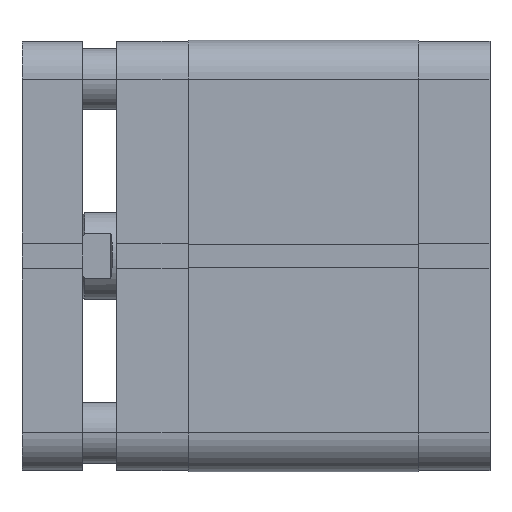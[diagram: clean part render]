
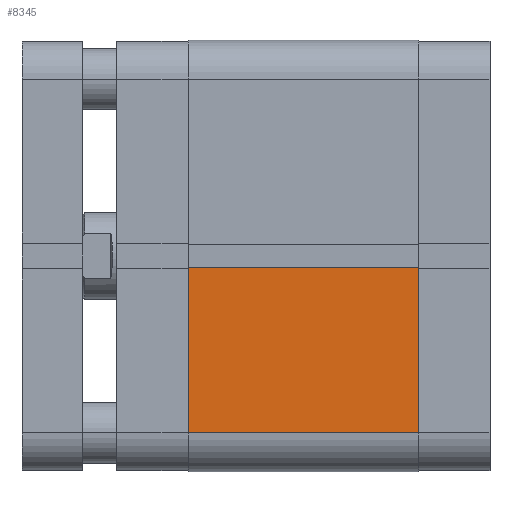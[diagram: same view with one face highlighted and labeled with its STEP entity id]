
A CAD part, front view. The second image highlights one B-rep face of the part: STEP entity #8345.
In plain terms, the highlighted face is planar.
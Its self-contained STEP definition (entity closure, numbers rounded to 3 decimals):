
#123 = VECTOR ( 'NONE', #4732, 1000. ) ;
#126 = LINE ( 'NONE', #4726, #123 ) ;
#208 = LINE ( 'NONE', #4843, #209 ) ;
#209 = VECTOR ( 'NONE', #4844, 1000. ) ;
#210 = LINE ( 'NONE', #4845, #211 ) ;
#211 = VECTOR ( 'NONE', #4846, 1000. ) ;
#898 = LINE ( 'NONE', #1521, #899 ) ;
#899 = VECTOR ( 'NONE', #1522, 1000. ) ;
#1521 = CARTESIAN_POINT ( 'NONE',  ( 50., -2.6, 53.5 ) ) ;
#1522 = DIRECTION ( 'NONE',  ( 0., 1., 0. ) ) ;
#1975 = CARTESIAN_POINT ( 'NONE',  ( 50., -2.6, 53.5 ) ) ;
#2126 = CARTESIAN_POINT ( 'NONE',  ( 50., -41., 0. ) ) ;
#2128 = CARTESIAN_POINT ( 'NONE',  ( 50., -2.6, 0. ) ) ;
#2179 = CARTESIAN_POINT ( 'NONE',  ( 50., -41., 53.5 ) ) ;
#3485 = EDGE_CURVE ( 'NONE', #4423, #4425, #126, .T. ) ;
#3534 = EDGE_CURVE ( 'NONE', #4476, #4423, #208, .T. ) ;
#3535 = EDGE_CURVE ( 'NONE', #4272, #4425, #210, .T. ) ;
#3947 = EDGE_CURVE ( 'NONE', #4476, #4272, #898, .T. ) ;
#4272 = VERTEX_POINT ( 'NONE', #1975 ) ;
#4423 = VERTEX_POINT ( 'NONE', #2126 ) ;
#4425 = VERTEX_POINT ( 'NONE', #2128 ) ;
#4476 = VERTEX_POINT ( 'NONE', #2179 ) ;
#4726 = CARTESIAN_POINT ( 'NONE',  ( 50., -2.6, 0. ) ) ;
#4732 = DIRECTION ( 'NONE',  ( 0., 1., 0. ) ) ;
#4843 = CARTESIAN_POINT ( 'NONE',  ( 50., -41., 53.5 ) ) ;
#4844 = DIRECTION ( 'NONE',  ( 0., 0., -1. ) ) ;
#4845 = CARTESIAN_POINT ( 'NONE',  ( 50., -2.6, 53.5 ) ) ;
#4846 = DIRECTION ( 'NONE',  ( 0., 0., -1. ) ) ;
#5613 = EDGE_LOOP ( 'NONE', ( #8615, #8623, #8597, #8604 ) ) ;
#6077 = AXIS2_PLACEMENT_3D ( 'NONE', #7195, #7198, #7199 ) ;
#6543 = FACE_OUTER_BOUND ( 'NONE', #5613, .T. ) ;
#7195 = CARTESIAN_POINT ( 'NONE',  ( 50., -2.6, 53.5 ) ) ;
#7196 = PLANE ( 'NONE',  #6077 ) ;
#7198 = DIRECTION ( 'NONE',  ( -1., 0., 0. ) ) ;
#7199 = DIRECTION ( 'NONE',  ( 0., -1., 0. ) ) ;
#8345 = ADVANCED_FACE ( 'NONE', ( #6543 ), #7196, .F. ) ;
#8597 = ORIENTED_EDGE ( 'NONE', *, *, #3947, .F. ) ;
#8604 = ORIENTED_EDGE ( 'NONE', *, *, #3534, .T. ) ;
#8615 = ORIENTED_EDGE ( 'NONE', *, *, #3485, .T. ) ;
#8623 = ORIENTED_EDGE ( 'NONE', *, *, #3535, .F. ) ;
